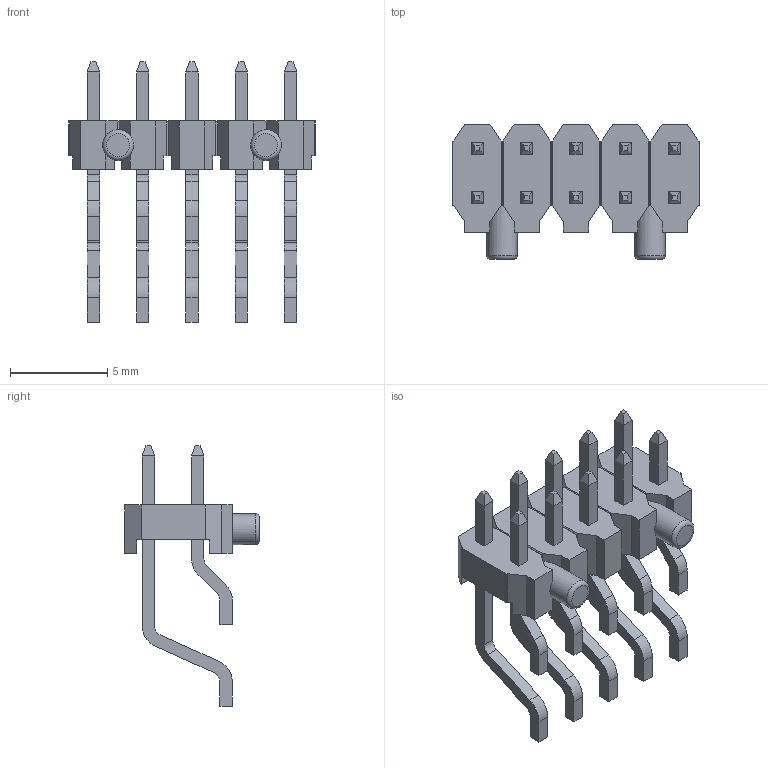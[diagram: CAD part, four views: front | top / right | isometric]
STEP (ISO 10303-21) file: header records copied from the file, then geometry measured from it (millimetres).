
FILE_DESCRIPTION(/* description */ (''),/* implementation_level */ '2;1');
FILE_NAME(/* name */ '9231-1-13-10-xx-10-xx.stp',/* time_stamp */ '2025-07-23T14:01:50+02:00',/* author */ ('andreas.larin'),/* organization */ (''),/* preprocessor_version */ 'ST-DEVELOPER v20',/* originating_system */ 'Autodesk Inventor 2025',/* authorisation */ '');
FILE_SCHEMA (('AUTOMOTIVE_DESIGN { 1 0 10303 214 3 1 1 }'));
Length unit declared in the file: millimetre
Products named in the file (1): 9231-1-13-10-xx-10-xx
Bounding box: 12.7 x 6.95 x 13.42 mm (x, y, z)
Volume: 172.3 mm3; surface area: 542 mm2
Topology: 1 solids, 1 shells, 365 faces, 933 edges, 590 vertices
Faces by surface type: plane 281, cylinder 82, torus 2
Full cylindrical faces by diameter (mm): 1.58 x2
Entity records: 10868 total; most frequent: CARTESIAN_POINT 1889, ORIENTED_EDGE 1866, DIRECTION 1811, EDGE_CURVE 933, LINE 787, VECTOR 787, VERTEX_POINT 590, AXIS2_PLACEMENT_3D 512
